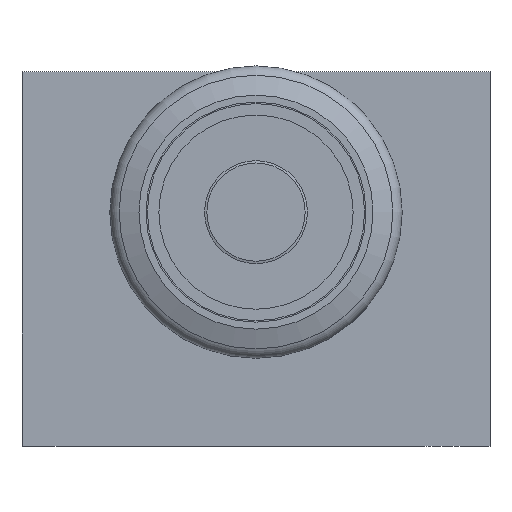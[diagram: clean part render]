
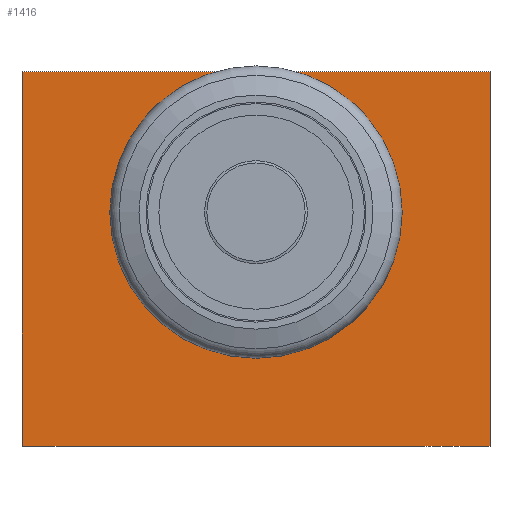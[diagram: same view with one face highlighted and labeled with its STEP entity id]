
A CAD part, front view. The second image highlights one B-rep face of the part: STEP entity #1416.
In plain terms, the highlighted planar face has unit normal (0, -1, 0).
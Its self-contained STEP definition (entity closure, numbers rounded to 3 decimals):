
#75=PLANE('',#1571);
#135=FACE_OUTER_BOUND('',#221,.T.);
#221=EDGE_LOOP('',(#1013,#1014,#1015,#1016));
#304=LINE('',#2291,#386);
#305=LINE('',#2293,#387);
#306=LINE('',#2295,#388);
#307=LINE('',#2296,#389);
#386=VECTOR('',#1844,10.);
#387=VECTOR('',#1845,10.);
#388=VECTOR('',#1846,10.);
#389=VECTOR('',#1847,10.);
#609=VERTEX_POINT('',#2289);
#610=VERTEX_POINT('',#2290);
#611=VERTEX_POINT('',#2292);
#612=VERTEX_POINT('',#2294);
#764=EDGE_CURVE('',#609,#610,#304,.T.);
#765=EDGE_CURVE('',#611,#610,#305,.T.);
#766=EDGE_CURVE('',#612,#611,#306,.T.);
#767=EDGE_CURVE('',#612,#609,#307,.T.);
#1013=ORIENTED_EDGE('',*,*,#764,.T.);
#1014=ORIENTED_EDGE('',*,*,#765,.F.);
#1015=ORIENTED_EDGE('',*,*,#766,.F.);
#1016=ORIENTED_EDGE('',*,*,#767,.T.);
#1416=ADVANCED_FACE('',(#135),#75,.T.);
#1571=AXIS2_PLACEMENT_3D('',#2288,#1842,#1843);
#1842=DIRECTION('center_axis',(0.,-1.,0.));
#1843=DIRECTION('ref_axis',(0.,0.,-1.));
#1844=DIRECTION('',(0.,0.,1.));
#1845=DIRECTION('',(1.,0.,0.));
#1846=DIRECTION('',(0.,0.,1.));
#1847=DIRECTION('',(1.,0.,0.));
#2288=CARTESIAN_POINT('Origin',(0.,0.,0.));
#2289=CARTESIAN_POINT('',(100.,0.,0.));
#2290=CARTESIAN_POINT('',(100.,0.,80.));
#2291=CARTESIAN_POINT('',(100.,0.,0.));
#2292=CARTESIAN_POINT('',(0.,0.,80.));
#2293=CARTESIAN_POINT('',(0.,0.,80.));
#2294=CARTESIAN_POINT('',(0.,0.,0.));
#2295=CARTESIAN_POINT('',(0.,0.,0.));
#2296=CARTESIAN_POINT('',(0.,0.,0.));
